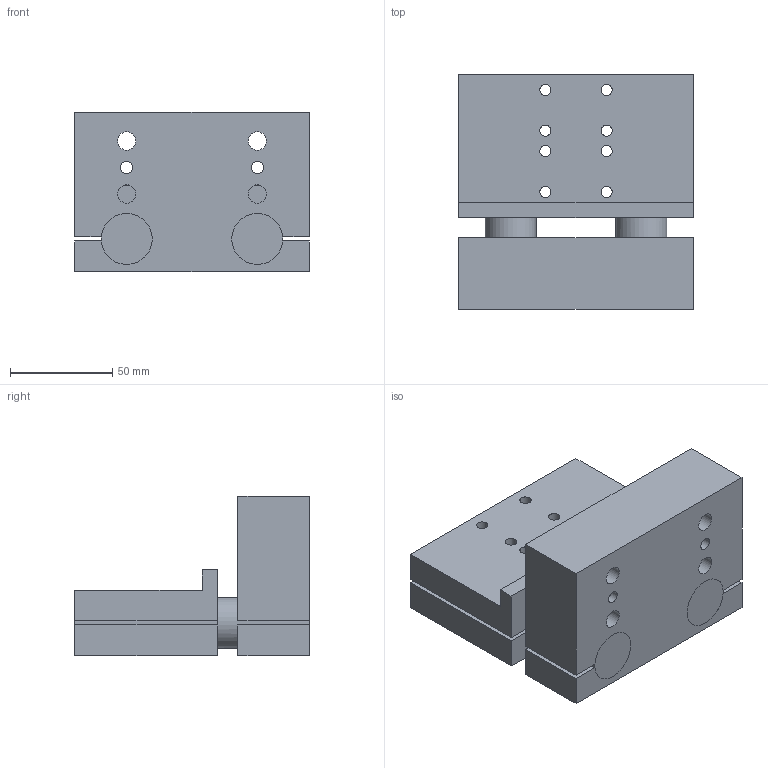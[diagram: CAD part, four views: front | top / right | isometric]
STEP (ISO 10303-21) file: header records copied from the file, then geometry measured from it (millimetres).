
FILE_DESCRIPTION((''),'2;1');
FILE_NAME('MSL-2-M-Hub 115.stp','2012-11-05T10:52:37',('hartung_david'),(''),'Autodesk Inventor 2012','Autodesk Inventor 2012','');
FILE_SCHEMA(('AUTOMOTIVE_DESIGN { 1 0 10303 214 1 1 1 1 }'));
Length unit declared in the file: millimetre
Products named in the file (3): MSL-2-M-Hub 115; MSL-2-M-010-Hub 115; MSL-2-M-020-Hub 115
Assembly tree (2 placements, depth 2):
  MSL-2-M-Hub 115
    MSL-2-M-010-Hub 115
    MSL-2-M-020-Hub 115
Bounding box: 115 x 115.01 x 78 mm (x, y, z)
Volume: 560070.6 mm3; surface area: 99443.1 mm2
Topology: 2 solids, 2 shells, 84 faces, 201 edges, 133 vertices
Faces by surface type: plane 42, cylinder 39, cone 3
Full cylindrical faces by diameter (mm): 4.134 x3, 5.5 x10, 6 x2, 9 x4, 9.98 x8, 15 x4, 25 x4
Entity records: 2479 total; most frequent: DIRECTION 416, CARTESIAN_POINT 375, ORIENTED_EDGE 316, EDGE_LOOP 170, AXIS2_PLACEMENT_3D 169, EDGE_CURVE 158, VERTEX_POINT 128, FACE_BOUND 86
